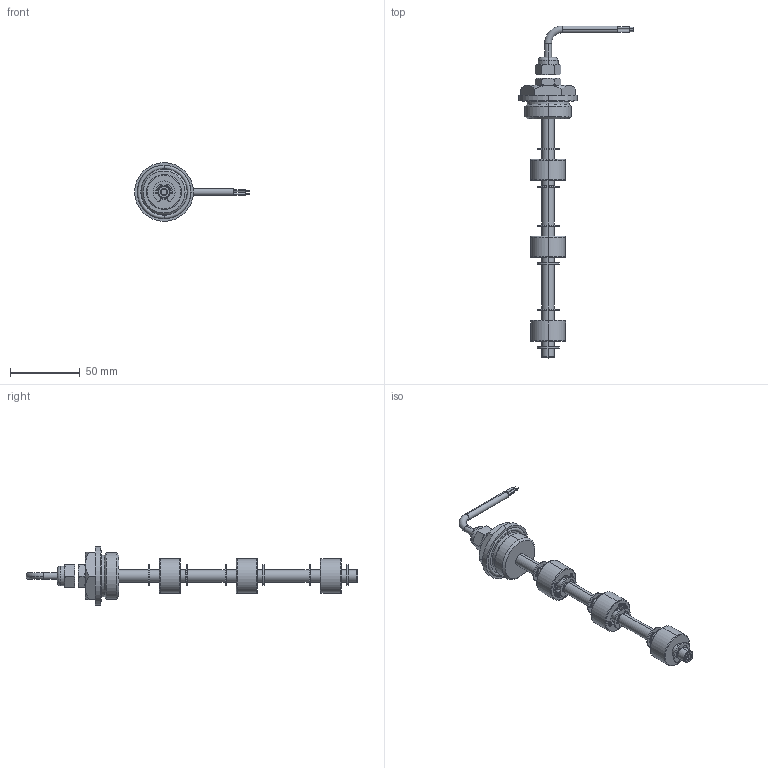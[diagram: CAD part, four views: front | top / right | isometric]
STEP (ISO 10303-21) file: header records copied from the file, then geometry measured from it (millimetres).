
FILE_DESCRIPTION (( 'STEP AP214' ), '1' );
FILE_NAME ('P39.STEP', '2020-02-12T15:47:05', ( '' ), ( '' ), 'SwSTEP 2.0', 'SolidWorks 2019', '' );
FILE_SCHEMA (( 'AUTOMOTIVE_DESIGN' ));
Length unit declared in the file: millimetre
Products named in the file (1): P39
Bounding box: 82 x 237.5 x 42 mm (x, y, z)
Surface area: 23678.4 mm2 (no closed solid volume)
Topology: 0 solids, 90 shells, 423 faces, 2376 edges, 2024 vertices
Faces by surface type: plane 204, cylinder 151, cone 36, torus 30, bspline 2
Entity records: 35950 total; most frequent: CARTESIAN_POINT 14214, ORIENTED_EDGE 3135, DIRECTION 3056, EDGE_CURVE 2376, VERTEX_POINT 2024, LINE 1204, VECTOR 1204, AXIS2_PLACEMENT_3D 926
